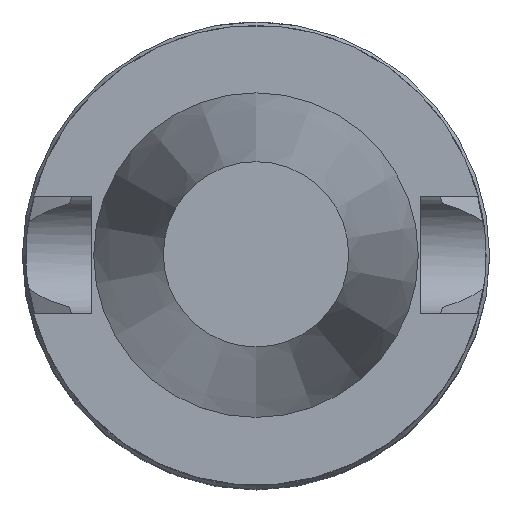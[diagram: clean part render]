
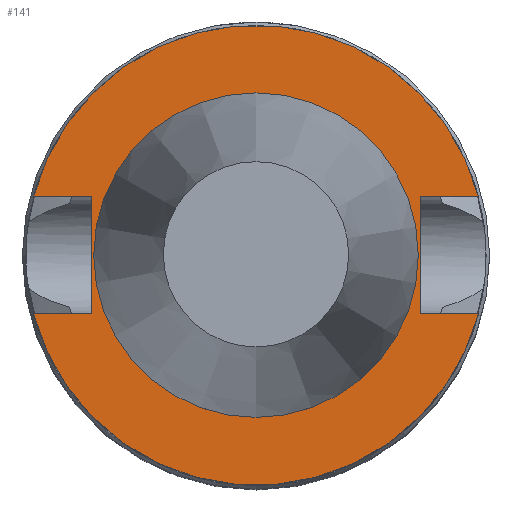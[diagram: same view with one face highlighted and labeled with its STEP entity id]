
A CAD part, top view. The second image highlights one B-rep face of the part: STEP entity #141.
In plain terms, the highlighted planar face has unit normal (0, 0, 1).
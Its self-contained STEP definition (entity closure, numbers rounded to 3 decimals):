
#116=EDGE_CURVE('240[2]',#347,#348,#349,.T.);
#141=ADVANCED_FACE('240[2]',(#390,#391),#392,.T.);
#145=EDGE_CURVE('240[2]',#397,#398,#399,.T.);
#152=EDGE_CURVE('240[2]',#398,#409,#410,.T.);
#177=EDGE_CURVE('240[2]',#409,#445,#446,.T.);
#185=EDGE_CURVE('240[2]',#397,#348,#455,.T.);
#209=EDGE_CURVE('240[2]',#490,#347,#491,.T.);
#215=EDGE_CURVE('240[2]',#364,#445,#499,.T.);
#222=EDGE_CURVE('240[2]',#509,#509,#510,.T.);
#283=EDGE_CURVE('240[2]',#364,#490,#586,.T.);
#347=VERTEX_POINT('',#656);
#348=VERTEX_POINT('',#657);
#349=LINE('',#658,#659);
#364=VERTEX_POINT('',#679);
#390=FACE_OUTER_BOUND('',#789,.T.);
#391=FACE_BOUND('',#790,.T.);
#392=PLANE('',#791);
#397=VERTEX_POINT('',#798);
#398=VERTEX_POINT('',#799);
#399=LINE('',#800,#801);
#409=VERTEX_POINT('',#814);
#410=LINE('',#815,#816);
#445=VERTEX_POINT('',#862);
#446=LINE('',#863,#864);
#455=CIRCLE('',#960,31.5);
#490=VERTEX_POINT('',#1024);
#491=LINE('',#1025,#1026);
#499=CIRCLE('',#1055,31.5);
#509=VERTEX_POINT('',#1069);
#510=CIRCLE('',#1070,22.225);
#586=LINE('',#1242,#1243);
#656=CARTESIAN_POINT('',(-22.5,-8.05,-1.));
#657=CARTESIAN_POINT('',(-30.454,-8.05,-1.0));
#658=CARTESIAN_POINT('',(-11.25,-8.05,-1.));
#659=VECTOR('',#1344,1.0);
#679=CARTESIAN_POINT('',(-30.454,8.05,-1.0));
#789=EDGE_LOOP('',(#1369,#1370,#1371,#1372,#1373,#1374,#1375,#1376));
#790=EDGE_LOOP('',(#1377));
#791=AXIS2_PLACEMENT_3D('',#1378,#1379,#1380);
#798=CARTESIAN_POINT('',(30.454,-8.05,-1.));
#799=CARTESIAN_POINT('',(22.5,-8.05,-1.));
#800=CARTESIAN_POINT('',(11.25,-8.05,-1.0));
#801=VECTOR('',#1384,1.0);
#814=CARTESIAN_POINT('',(22.5,8.05,-1.));
#815=CARTESIAN_POINT('',(22.5,13.431,-1.));
#816=VECTOR('',#1394,1.0);
#862=CARTESIAN_POINT('',(30.454,8.05,-1.));
#863=CARTESIAN_POINT('',(11.25,8.05,-1.));
#864=VECTOR('',#1445,1.0);
#960=AXIS2_PLACEMENT_3D('',#1447,#1448,#1449);
#1024=CARTESIAN_POINT('',(-22.5,8.05,-1.));
#1025=CARTESIAN_POINT('',(-22.5,13.431,-1.));
#1026=VECTOR('',#1491,1.0);
#1055=AXIS2_PLACEMENT_3D('',#1492,#1493,#1494);
#1069=CARTESIAN_POINT('',(0.,22.225,-1.));
#1070=AXIS2_PLACEMENT_3D('',#1502,#1503,#1504);
#1242=CARTESIAN_POINT('',(-11.25,8.05,-1.));
#1243=VECTOR('',#1593,1.0);
#1344=DIRECTION('',(-1.0,0.,0.));
#1369=ORIENTED_EDGE('',*,*,#116,.T.);
#1370=ORIENTED_EDGE('',*,*,#185,.F.);
#1371=ORIENTED_EDGE('',*,*,#145,.T.);
#1372=ORIENTED_EDGE('',*,*,#152,.T.);
#1373=ORIENTED_EDGE('',*,*,#177,.T.);
#1374=ORIENTED_EDGE('',*,*,#215,.F.);
#1375=ORIENTED_EDGE('',*,*,#283,.T.);
#1376=ORIENTED_EDGE('',*,*,#209,.T.);
#1377=ORIENTED_EDGE('',*,*,#222,.T.);
#1378=CARTESIAN_POINT('',(0.,26.863,-1.));
#1379=DIRECTION('',(0.,0.,1.0));
#1380=DIRECTION('',(1.0,0.,0.0));
#1384=DIRECTION('',(-1.0,0.,0.));
#1394=DIRECTION('',(0.,1.0,0.));
#1445=DIRECTION('',(1.0,0.,0.));
#1447=CARTESIAN_POINT('',(0.,0.,-1.0));
#1448=DIRECTION('',(0.,0.,-1.0));
#1449=DIRECTION('',(0.,1.0,0.));
#1491=DIRECTION('',(0.,-1.0,0.));
#1492=CARTESIAN_POINT('',(0.,0.,-1.0));
#1493=DIRECTION('',(0.,0.,-1.0));
#1494=DIRECTION('',(0.,1.0,0.));
#1502=CARTESIAN_POINT('',(0.,0.,-1.0));
#1503=DIRECTION('',(0.,0.,-1.0));
#1504=DIRECTION('',(0.,1.0,0.));
#1593=DIRECTION('',(1.0,0.,0.));
